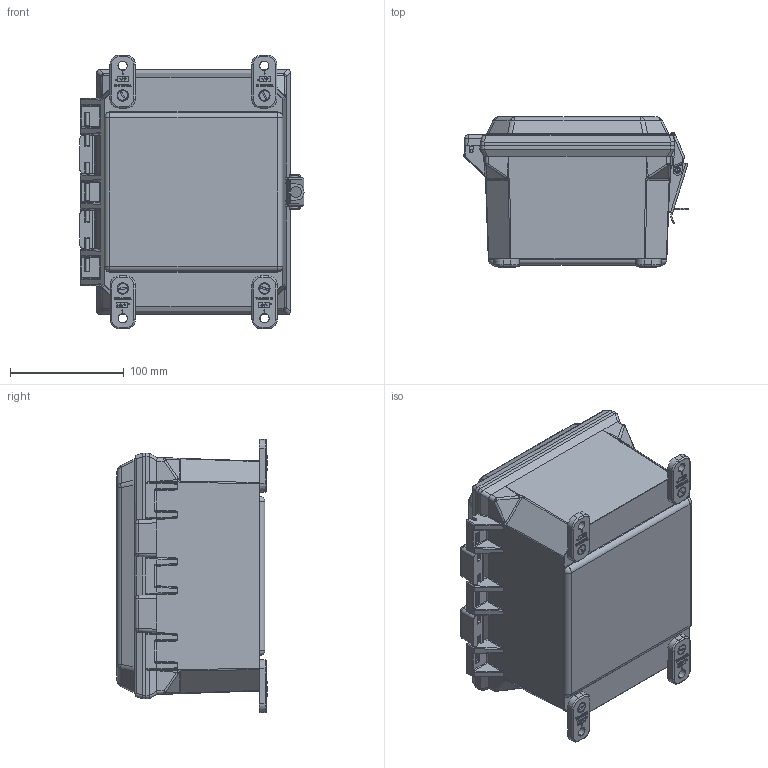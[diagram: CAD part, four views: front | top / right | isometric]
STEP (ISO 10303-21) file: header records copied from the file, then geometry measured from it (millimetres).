
FILE_DESCRIPTION (( 'STEP AP203' ), '1' );
FILE_NAME ('AMU864L.step', '2014-05-09T13:44:00', ( '' ), ( '' ), 'SwSTEP 2.0', 'SolidWorks 2014', '' );
FILE_SCHEMA (( 'CONFIG_CONTROL_DESIGN' ));
Length unit declared in the file: inch
Products named in the file (14): 70-AMPSSLCH316_INSTALLED POSITION; 70-60821-1; AMU864L; 55-1032516_PreviewCfg; 70-HPIN8316; 70-AMPSSLCH316 (LATCH BASE); 70-AMPSSLCH316 (LATCH LEVER); 2407001_box; 70-AMPSSLCH316 (LATCH HOOK); 2409001_part; 70-AMPSSLCH316 (RIVET A); 2381001; 70-AMPSSLCH316 (RIVET B); 55-103212
Assembly tree (22 placements, depth 3):
  AMU864L
    2407001_box
    2409001_part
    2381001  x4
    55-103212  x4
    70-60821-1
    55-1032516_PreviewCfg  x4
    70-HPIN8316
    70-AMPSSLCH316_INSTALLED POSITION
      70-AMPSSLCH316 (LATCH BASE)
      70-AMPSSLCH316 (LATCH LEVER)
      70-AMPSSLCH316 (LATCH HOOK)
      70-AMPSSLCH316 (RIVET A)
      70-AMPSSLCH316 (RIVET B)
Bounding box: 197.2 x 131.98 x 240.48 mm (x, y, z)
Volume: 663979.4 mm3; surface area: 399182.3 mm2
Topology: 21 solids, 21 shells, 3680 faces, 9278 edges, 5872 vertices
Faces by surface type: plane 1958, bspline 732, cylinder 668, torus 136, cone 110, sphere 76
Entity records: 118764 total; most frequent: CARTESIAN_POINT 48923, ORIENTED_EDGE 15332, DIRECTION 12105, EDGE_CURVE 7666, VERTEX_POINT 4846, LINE 4769, VECTOR 4769, AXIS2_PLACEMENT_3D 3668
